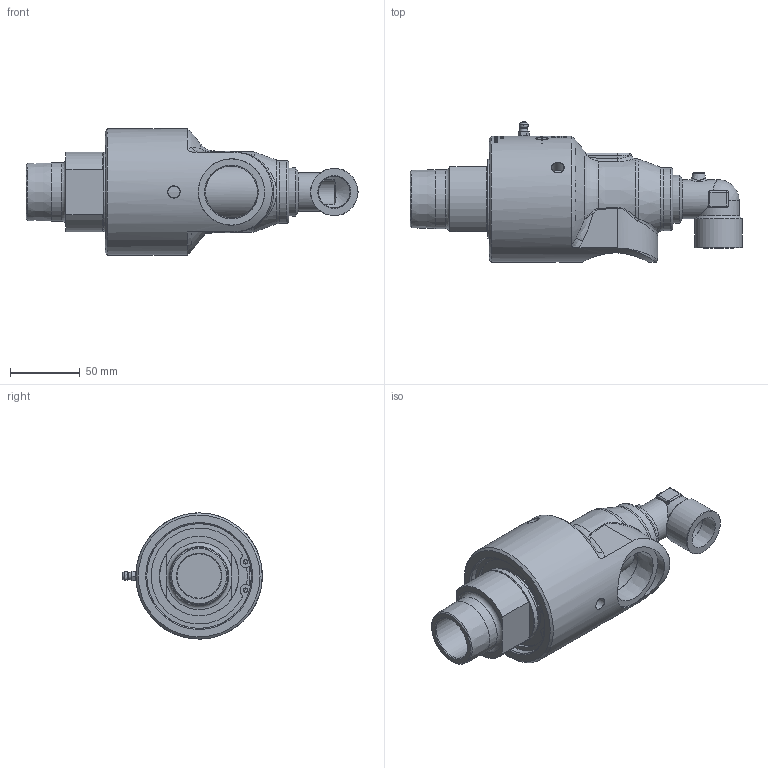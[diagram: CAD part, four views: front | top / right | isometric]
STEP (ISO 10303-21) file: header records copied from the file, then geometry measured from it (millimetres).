
FILE_DESCRIPTION(/* description */ ('Interface Control Model'),/* implementation_level */ '2;1');
FILE_NAME(/* name */ '527-000-001104-IC.stp',/* time_stamp */ '2022-04-20T07:57:47-05:00',/* author */ ('msvetlecich'),/* organization */ (''),/* preprocessor_version */ 'ST-DEVELOPER v18.1',/* originating_system */ 'Autodesk Inventor 2022',/* authorisation */ '');
FILE_SCHEMA (('AUTOMOTIVE_DESIGN { 1 0 10303 214 3 1 1 }'));
Products named in the file (1): 527-000-001104-IC
Bounding box: 238 x 100.74 x 90.5 mm (x, y, z)
Volume: 615223.3 mm3; surface area: 90682 mm2
Topology: 1 solids, 7 shells, 1647 faces, 4387 edges, 2907 vertices
Faces by surface type: bspline 760, plane 625, cylinder 204, cone 32, torus 15, sphere 11
Full cylindrical faces by diameter (mm): 3 x4, 3.12 x2, 6.34 x1, 8.6 x3, 19.05 x1, 22.631 x1, 28 x1, 31.8 x1, 34 x1, 37.313 x1, 39.75 x1, 42.16 x1, 44.4 x1, 47.6 x1, 50.05 x1, 53.5 x1, 56.742 x1, 57 x1, 69 x1, 75.08 x1, 90.5 x1
Entity records: 68172 total; most frequent: CARTESIAN_POINT 31218, ORIENTED_EDGE 8762, DIRECTION 5493, EDGE_CURVE 4381, VERTEX_POINT 2907, LINE 1841, VECTOR 1841, AXIS2_PLACEMENT_3D 1826
